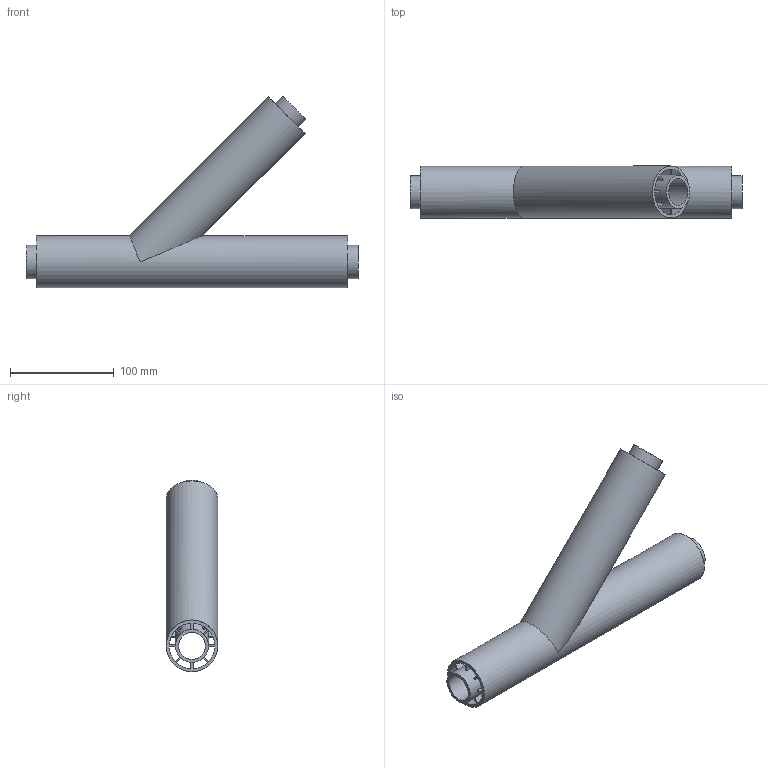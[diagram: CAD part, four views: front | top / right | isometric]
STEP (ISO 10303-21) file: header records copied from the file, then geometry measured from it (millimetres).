
FILE_DESCRIPTION( ( 'STEP AP214' ), '1' );
FILE_NAME( 'AGRU_70192503371_Poly-Flo Lateral_PE 100-RC black_50_32 SDR17_11 (architecture400).stp', '2022-01-21T13:42:14', ( 'License CC BY-ND 4.0' ), ( 'CADENAS' ), ' ', 'PARTsolutions', ' ' );
FILE_SCHEMA( ( 'AUTOMOTIVE_DESIGN { 1 0 10303 214 1 1 1 1 }' ) );
Length unit declared in the file: millimetre
Products named in the file (1): _AGRU_70192503371_Poly-Flo Lateral_PE 100-RC black_50/32  SDR17/11 (architecture400)
Bounding box: 320 x 50 x 184.81 mm (x, y, z)
Volume: 385327.8 mm3; surface area: 259436.5 mm2
Topology: 1 solids, 1 shells, 91 faces, 338 edges, 224 vertices
Faces by surface type: plane 66, cylinder 25
Full cylindrical faces by diameter (mm): 26 x2, 32 x2, 50 x2
Entity records: 4369 total; most frequent: ORIENTED_EDGE 652, DIRECTION 639, CARTESIAN_POINT 637, EDGE_CURVE 326, AXIS2_PLACEMENT_3D 221, VERTEX_POINT 219, LINE 197, VECTOR 197
